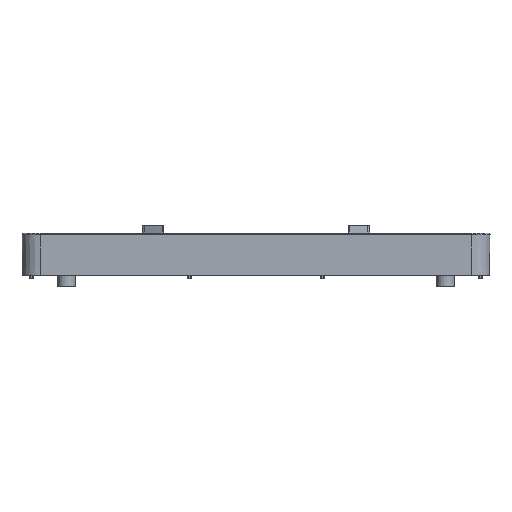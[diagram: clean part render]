
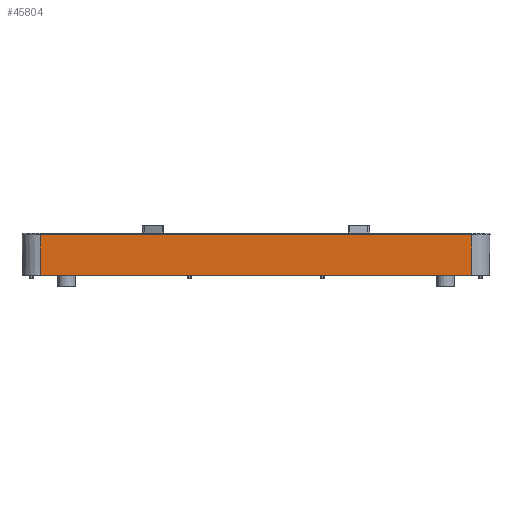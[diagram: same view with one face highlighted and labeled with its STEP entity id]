
A CAD part, front view. The second image highlights one B-rep face of the part: STEP entity #45804.
In plain terms, the highlighted planar face has unit normal (0, -1, -0.009).
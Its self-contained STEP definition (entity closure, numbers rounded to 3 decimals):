
#47=DIRECTION('',(1.,0.,0.));
#48=VECTOR('',#47,117.2);
#49=CARTESIAN_POINT('',(-58.6,-73.45,0.));
#50=LINE('',#49,#48);
#15165=DIRECTION('',(1.,0.,0.));
#15166=VECTOR('',#15165,117.2);
#15167=CARTESIAN_POINT('',(-58.6,-73.546,
10.996));
#15168=LINE('',#15167,#15166);
#15169=DIRECTION('',(0.,0.009,-1.));
#15170=VECTOR('',#15169,10.996);
#15171=CARTESIAN_POINT('',(58.6,-73.546,
10.996));
#15172=LINE('',#15171,#15170);
#15173=DIRECTION('',(0.,0.009,-1.));
#15174=VECTOR('',#15173,10.996);
#15175=CARTESIAN_POINT('',(-58.6,-73.546,
10.996));
#15176=LINE('',#15175,#15174);
#15455=CARTESIAN_POINT('',(58.6,-73.45,0.));
#15457=VERTEX_POINT('',#15455);
#15458=CARTESIAN_POINT('',(-58.6,-73.45,0.));
#15460=VERTEX_POINT('',#15458);
#15474=CARTESIAN_POINT('',(58.6,-73.546,10.996));
#15476=VERTEX_POINT('',#15474);
#15500=CARTESIAN_POINT('',(-58.6,-73.546,10.996));
#15501=VERTEX_POINT('',#15500);
#45792=CARTESIAN_POINT('',(-66.942,-73.55,11.5));
#45793=DIRECTION('',(0.,-1.,-0.009));
#45794=DIRECTION('',(1.,0.,0.));
#45795=AXIS2_PLACEMENT_3D('',#45792,#45793,#45794);
#45796=PLANE('',#45795);
#45797=ORIENTED_EDGE('',*,*,#45785,.T.);
#45798=ORIENTED_EDGE('',*,*,#18826,.T.);
#45799=ORIENTED_EDGE('',*,*,#18793,.F.);
#45801=ORIENTED_EDGE('',*,*,#45800,.F.);
#45802=EDGE_LOOP('',(#45797,#45798,#45799,#45801));
#45803=FACE_OUTER_BOUND('',#45802,.F.);
#45804=ADVANCED_FACE('',(#45803),#45796,.T.);
#18793=EDGE_CURVE('',#15460,#15457,#50,.T.);
#18826=EDGE_CURVE('',#15476,#15457,#15172,.T.);
#45785=EDGE_CURVE('',#15501,#15476,#15168,.T.);
#45800=EDGE_CURVE('',#15501,#15460,#15176,.T.);
